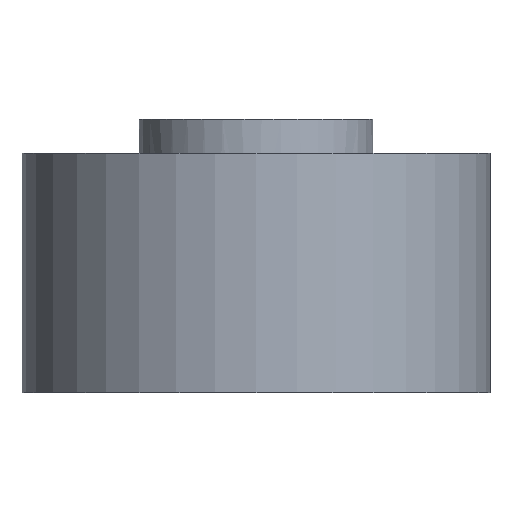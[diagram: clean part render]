
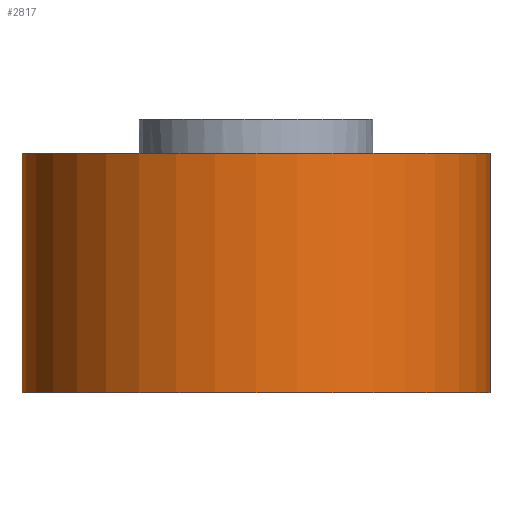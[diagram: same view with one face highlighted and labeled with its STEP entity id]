
A CAD part, front view. The second image highlights one B-rep face of the part: STEP entity #2817.
In plain terms, the highlighted cylindrical face has radius 110 mm (diameter 220 mm), a full revolution.
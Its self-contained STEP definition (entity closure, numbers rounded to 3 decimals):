
#2762=CARTESIAN_POINT('',(-110.,-0.,112.));
#2763=VERTEX_POINT('',#2762);
#2764=CARTESIAN_POINT('',(0.,0.,112.));
#2765=DIRECTION('',(-0.,-0.,1.));
#2766=DIRECTION('',(-1.,0.,0.));
#2767=AXIS2_PLACEMENT_3D('',#2764,#2765,#2766);
#2768=CIRCLE('',#2767,110.);
#2769=EDGE_CURVE('',#2763,#2763,#2768,.T.);
#2779=CARTESIAN_POINT('',(-110.,0.,-0.5));
#2780=VERTEX_POINT('',#2779);
#2781=CARTESIAN_POINT('',(110.,-0.,-0.5));
#2782=VERTEX_POINT('',#2781);
#2783=CARTESIAN_POINT('',(0.,0.,-0.5));
#2784=DIRECTION('',(0.,0.,1.));
#2785=DIRECTION('',(1.,0.,-0.));
#2786=AXIS2_PLACEMENT_3D('',#2783,#2784,#2785);
#2787=CIRCLE('',#2786,110.);
#2788=EDGE_CURVE('',#2780,#2782,#2787,.T.);
#2790=CARTESIAN_POINT('',(0.,0.,-0.5));
#2791=DIRECTION('',(0.,0.,1.));
#2792=DIRECTION('',(1.,0.,-0.));
#2793=AXIS2_PLACEMENT_3D('',#2790,#2791,#2792);
#2794=CIRCLE('',#2793,110.);
#2795=EDGE_CURVE('',#2782,#2780,#2794,.T.);
#2800=CARTESIAN_POINT('',(0.,0.,-0.5));
#2801=DIRECTION('',(0.,0.,-1.));
#2802=DIRECTION('',(-1.,0.,0.));
#2803=AXIS2_PLACEMENT_3D('',#2800,#2801,#2802);
#2804=CYLINDRICAL_SURFACE('',#2803,110.);
#2805=CARTESIAN_POINT('',(-110.,0.,-0.5));
#2806=DIRECTION('',(-0.,-0.,1.));
#2807=VECTOR('',#2806,112.5);
#2808=LINE('',#2805,#2807);
#2809=EDGE_CURVE('',#2780,#2763,#2808,.T.);
#2810=ORIENTED_EDGE('',*,*,#2809,.T.);
#2811=ORIENTED_EDGE('',*,*,#2769,.F.);
#2812=ORIENTED_EDGE('',*,*,#2809,.F.);
#2813=ORIENTED_EDGE('',*,*,#2788,.T.);
#2814=ORIENTED_EDGE('',*,*,#2795,.T.);
#2815=EDGE_LOOP('',(#2810,#2811,#2812,#2813,#2814));
#2816=FACE_BOUND('',#2815,.T.);
#2817=ADVANCED_FACE('',(#2816),#2804,.T.);
